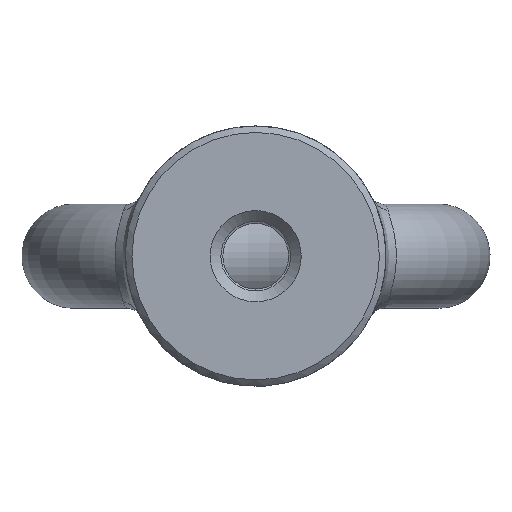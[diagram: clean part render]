
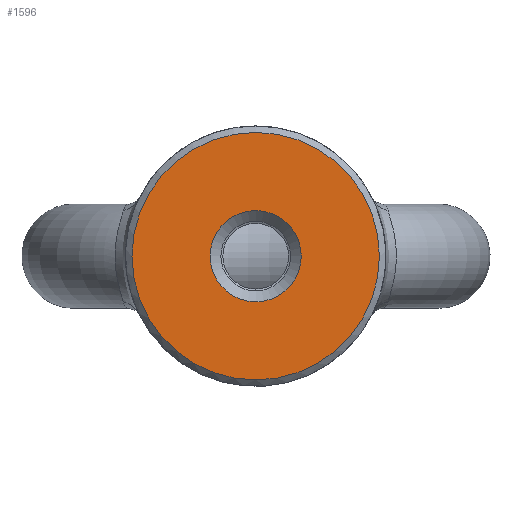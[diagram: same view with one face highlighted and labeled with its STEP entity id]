
A CAD part, front view. The second image highlights one B-rep face of the part: STEP entity #1596.
In plain terms, the highlighted planar face has unit normal (0, -1, 0).
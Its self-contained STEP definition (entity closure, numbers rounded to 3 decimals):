
#110 = EDGE_CURVE ( 'NONE', #236, #236, #948, .T. ) ;
#209 = CARTESIAN_POINT ( 'NONE',  ( 0., -19., 0. ) ) ;
#236 = VERTEX_POINT ( 'NONE', #453 ) ;
#330 = FACE_BOUND ( 'NONE', #1957, .T. ) ;
#379 = DIRECTION ( 'NONE',  ( 0., 0., 1. ) ) ;
#387 = EDGE_LOOP ( 'NONE', ( #959 ) ) ;
#453 = CARTESIAN_POINT ( 'NONE',  ( 0., -19., 9.5 ) ) ;
#560 = CARTESIAN_POINT ( 'NONE',  ( 0., -19., 0. ) ) ;
#676 = CARTESIAN_POINT ( 'NONE',  ( 0., -19., 3.5 ) ) ;
#728 = ORIENTED_EDGE ( 'NONE', *, *, #1082, .T. ) ;
#754 = DIRECTION ( 'NONE',  ( 0., 0., 1. ) ) ;
#792 = VERTEX_POINT ( 'NONE', #676 ) ;
#811 = AXIS2_PLACEMENT_3D ( 'NONE', #209, #1458, #379 ) ;
#948 = CIRCLE ( 'NONE', #2053, 9.5 ) ;
#959 = ORIENTED_EDGE ( 'NONE', *, *, #110, .T. ) ;
#1082 = EDGE_CURVE ( 'NONE', #792, #792, #1434, .T. ) ;
#1089 = AXIS2_PLACEMENT_3D ( 'NONE', #560, #1807, #754 ) ;
#1178 = DIRECTION ( 'NONE',  ( 0., 0., 1. ) ) ;
#1182 = DIRECTION ( 'NONE',  ( 0., -1., 0. ) ) ;
#1186 = CARTESIAN_POINT ( 'NONE',  ( 0., -19., 0. ) ) ;
#1434 = CIRCLE ( 'NONE', #1089, 3.5 ) ;
#1458 = DIRECTION ( 'NONE',  ( 0., 1., 0. ) ) ;
#1596 = ADVANCED_FACE ( 'NONE', ( #330, #1769 ), #1973, .F. ) ;
#1769 = FACE_OUTER_BOUND ( 'NONE', #387, .T. ) ;
#1807 = DIRECTION ( 'NONE',  ( 0., 1., 0. ) ) ;
#1957 = EDGE_LOOP ( 'NONE', ( #728 ) ) ;
#1973 = PLANE ( 'NONE',  #811 ) ;
#2053 = AXIS2_PLACEMENT_3D ( 'NONE', #1186, #1182, #1178 ) ;
